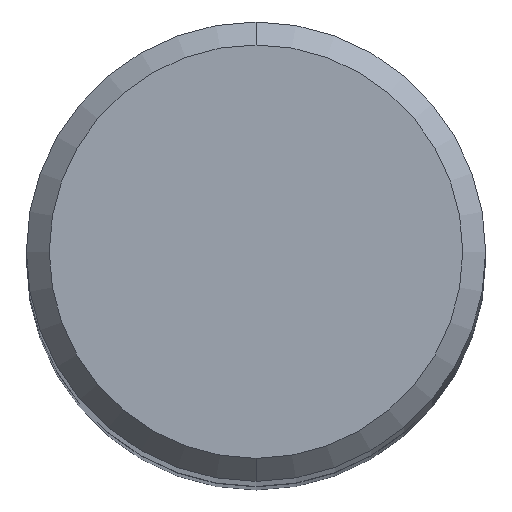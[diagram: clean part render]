
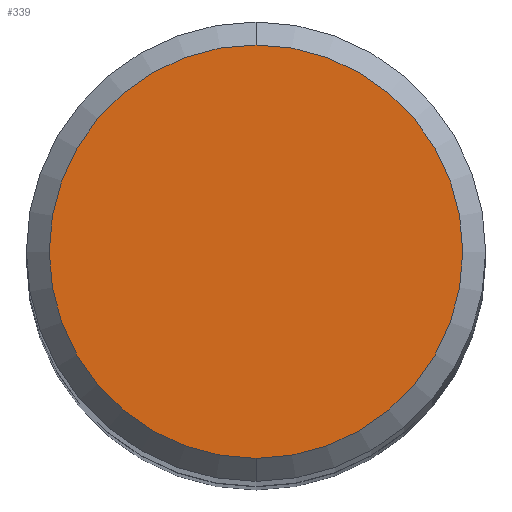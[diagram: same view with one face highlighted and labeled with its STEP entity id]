
A CAD part, top view. The second image highlights one B-rep face of the part: STEP entity #339.
In plain terms, the highlighted planar face has unit normal (0, 0, 1).
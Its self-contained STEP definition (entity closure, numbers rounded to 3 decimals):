
#303=EDGE_CURVE('',#525,#505,#670,.T.);
#339=ADVANCED_FACE('',(#711),#712,.T.);
#505=VERTEX_POINT('',#893);
#519=EDGE_CURVE('',#505,#525,#909,.T.);
#525=VERTEX_POINT('',#915);
#670=CIRCLE('',#1137,3.6);
#711=FACE_OUTER_BOUND('',#1188,.T.);
#712=PLANE('',#1189);
#893=CARTESIAN_POINT('',(0.,-3.6,0.0));
#909=CIRCLE('',#1590,3.6);
#915=CARTESIAN_POINT('',(0.0,3.6,0.0));
#1137=AXIS2_PLACEMENT_3D('',#1775,#1776,#1777);
#1188=EDGE_LOOP('',(#1836,#1837));
#1189=AXIS2_PLACEMENT_3D('',#1838,#1839,#1840);
#1590=AXIS2_PLACEMENT_3D('',#2040,#2041,#2042);
#1775=CARTESIAN_POINT('',(0.0,0.0,0.0));
#1776=DIRECTION('',(0.0,0.0,-1.0));
#1777=DIRECTION('',(0.0,1.0,0.0));
#1836=ORIENTED_EDGE('',*,*,#303,.F.);
#1837=ORIENTED_EDGE('',*,*,#519,.F.);
#1838=CARTESIAN_POINT('',(0.0,1.8,0.0));
#1839=DIRECTION('',(-0.0,0.0,1.0));
#1840=DIRECTION('',(0.0,-1.0,0.0));
#2040=CARTESIAN_POINT('',(0.0,0.0,0.0));
#2041=DIRECTION('',(0.0,0.0,-1.0));
#2042=DIRECTION('',(0.0,1.0,0.0));
